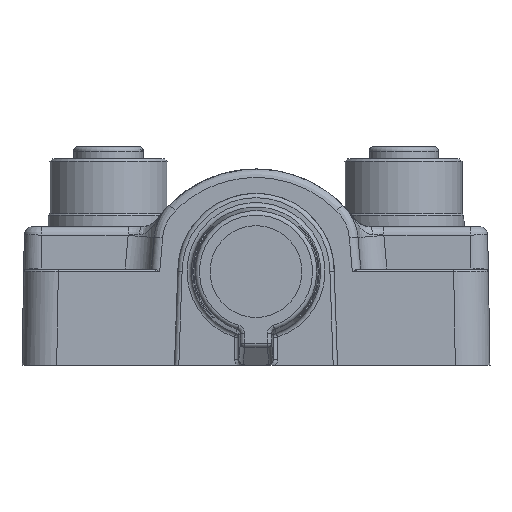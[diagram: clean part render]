
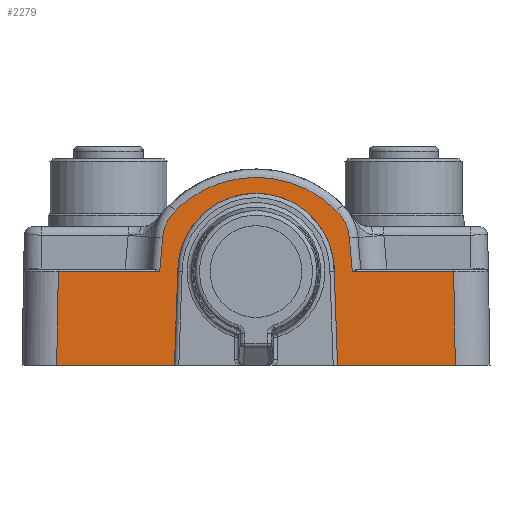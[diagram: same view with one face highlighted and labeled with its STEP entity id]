
A CAD part, left-side view. The second image highlights one B-rep face of the part: STEP entity #2279.
In plain terms, the highlighted planar face has unit normal (-1, 0, 0.018).
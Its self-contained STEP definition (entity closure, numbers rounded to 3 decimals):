
#1088=FACE_OUTER_BOUND('',#4486,.T.);
#2279=ADVANCED_FACE('2208-0-10',(#1088),#3631,.T.);
#3631=PLANE('',#21604);
#4486=EDGE_LOOP('',(#10587,#10588,#10589,#10590,#10591,#10592,#10593,#10594,
#10595,#10596,#10597,#10598,#10599,#10600));
#7089=B_SPLINE_CURVE_WITH_KNOTS('',3,(#30170,#30171,#30172,#30173,#30174),
 .UNSPECIFIED.,.F.,.F.,(4,1,4),(0.,0.5,1.),.UNSPECIFIED.);
#7090=B_SPLINE_CURVE_WITH_KNOTS('',3,(#30176,#30177,#30178,#30179,#30180,
#30181,#30182,#30183,#30184,#30185,#30186,#30187),.UNSPECIFIED.,.F.,.F.,
(4,2,2,2,2,4),(0.,0.166,0.276,0.511,
0.756,1.),.UNSPECIFIED.);
#7091=B_SPLINE_CURVE_WITH_KNOTS('',3,(#30189,#30190,#30191,#30192,#30193),
 .UNSPECIFIED.,.F.,.F.,(4,1,4),(0.,0.5,1.),.UNSPECIFIED.);
#7673=LINE('',#29285,#8961);
#7679=LINE('',#29329,#8967);
#7797=LINE('',#30159,#9085);
#7798=LINE('',#30163,#9086);
#7799=LINE('',#30164,#9087);
#7800=LINE('',#30166,#9088);
#7801=LINE('',#30168,#9089);
#7802=LINE('',#30195,#9090);
#7803=LINE('',#30197,#9091);
#7804=LINE('',#30199,#9092);
#8961=VECTOR('',#23639,1.);
#8967=VECTOR('',#23649,1.);
#9085=VECTOR('',#24011,1.);
#9086=VECTOR('',#24014,1.);
#9087=VECTOR('',#24015,1.);
#9088=VECTOR('',#24016,1.);
#9089=VECTOR('',#24017,1.);
#9090=VECTOR('',#24018,1.);
#9091=VECTOR('',#24019,1.);
#9092=VECTOR('',#24020,1.);
#10587=ORIENTED_EDGE('',*,*,#18352,.F.);
#10588=ORIENTED_EDGE('',*,*,#18633,.T.);
#10589=ORIENTED_EDGE('',*,*,#18634,.T.);
#10590=ORIENTED_EDGE('',*,*,#18635,.T.);
#10591=ORIENTED_EDGE('',*,*,#18342,.F.);
#10592=ORIENTED_EDGE('',*,*,#18636,.T.);
#10593=ORIENTED_EDGE('',*,*,#18637,.T.);
#10594=ORIENTED_EDGE('',*,*,#18638,.T.);
#10595=ORIENTED_EDGE('',*,*,#18639,.T.);
#10596=ORIENTED_EDGE('',*,*,#18640,.T.);
#10597=ORIENTED_EDGE('',*,*,#18641,.T.);
#10598=ORIENTED_EDGE('',*,*,#18642,.T.);
#10599=ORIENTED_EDGE('',*,*,#18643,.T.);
#10600=ORIENTED_EDGE('',*,*,#18644,.T.);
#16398=VERTEX_POINT('',#29284);
#16399=VERTEX_POINT('',#29286);
#16408=VERTEX_POINT('',#29328);
#16409=VERTEX_POINT('',#29330);
#16689=VERTEX_POINT('',#30160);
#16690=VERTEX_POINT('',#30162);
#16691=VERTEX_POINT('',#30165);
#16692=VERTEX_POINT('',#30167);
#16693=VERTEX_POINT('',#30169);
#16694=VERTEX_POINT('',#30175);
#16695=VERTEX_POINT('',#30188);
#16696=VERTEX_POINT('',#30194);
#16697=VERTEX_POINT('',#30196);
#16698=VERTEX_POINT('',#30198);
#18342=EDGE_CURVE('',#16398,#16399,#7673,.T.);
#18352=EDGE_CURVE('',#16408,#16409,#7679,.T.);
#18633=EDGE_CURVE('',#16408,#16689,#7797,.T.);
#18634=EDGE_CURVE('',#16689,#16690,#21457,.T.);
#18635=EDGE_CURVE('',#16690,#16399,#7798,.T.);
#18636=EDGE_CURVE('',#16398,#16691,#7799,.T.);
#18637=EDGE_CURVE('',#16691,#16692,#7800,.T.);
#18638=EDGE_CURVE('',#16692,#16693,#7801,.T.);
#18639=EDGE_CURVE('',#16693,#16694,#7089,.T.);
#18640=EDGE_CURVE('',#16694,#16695,#7090,.T.);
#18641=EDGE_CURVE('',#16695,#16696,#7091,.T.);
#18642=EDGE_CURVE('',#16696,#16697,#7802,.T.);
#18643=EDGE_CURVE('',#16697,#16698,#7803,.T.);
#18644=EDGE_CURVE('',#16698,#16409,#7804,.T.);
#21457=ELLIPSE('',#21603,9.024,9.023);
#21603=AXIS2_PLACEMENT_3D('',#30161,#24012,#24013);
#21604=AXIS2_PLACEMENT_3D('',#30200,#24021,#24022);
#23639=DIRECTION('',(0.,1.,0.));
#23649=DIRECTION('',(0.,1.,0.));
#24011=DIRECTION('',(0.017,-0.035,0.999));
#24012=DIRECTION('',(1.,0.,-0.017));
#24013=DIRECTION('',(-0.017,0.,-1.));
#24014=DIRECTION('',(-0.017,-0.035,-0.999));
#24015=DIRECTION('',(0.017,0.017,1.));
#24016=DIRECTION('',(0.,1.,0.));
#24017=DIRECTION('',(0.017,0.087,0.996));
#24018=DIRECTION('',(-0.017,0.087,-0.996));
#24019=DIRECTION('',(0.,1.,0.));
#24020=DIRECTION('',(-0.017,0.017,-1.));
#24021=DIRECTION('',(-1.,0.,0.017));
#24022=DIRECTION('',(0.,1.,0.));
#29284=CARTESIAN_POINT('',(-66.747,20.02,-16.));
#29285=CARTESIAN_POINT('',(-66.747,20.02,-16.));
#29286=CARTESIAN_POINT('',(-66.747,33.6,-16.));
#29328=CARTESIAN_POINT('',(-66.747,52.4,-16.));
#29329=CARTESIAN_POINT('',(-66.747,49.9,-16.));
#29330=CARTESIAN_POINT('',(-66.747,65.98,-16.));
#30159=CARTESIAN_POINT('',(-66.319,51.544,8.525));
#30160=CARTESIAN_POINT('',(-66.558,52.023,-5.2));
#30161=CARTESIAN_POINT('',(-66.558,43.,-5.2));
#30162=CARTESIAN_POINT('',(-66.558,33.977,-5.2));
#30163=CARTESIAN_POINT('',(-66.352,34.39,6.614));
#30164=CARTESIAN_POINT('',(-66.747,20.02,-16.));
#30165=CARTESIAN_POINT('',(-66.558,20.209,-5.197));
#30166=CARTESIAN_POINT('',(-66.558,20.209,-5.197));
#30167=CARTESIAN_POINT('',(-66.558,31.898,-5.197));
#30168=CARTESIAN_POINT('',(-66.558,31.898,-5.197));
#30169=CARTESIAN_POINT('',(-66.491,32.238,-1.307));
#30170=CARTESIAN_POINT('',(-66.491,32.238,-1.307));
#30171=CARTESIAN_POINT('',(-66.48,32.289,-0.729));
#30172=CARTESIAN_POINT('',(-66.461,32.593,0.41));
#30173=CARTESIAN_POINT('',(-66.444,33.269,1.377));
#30174=CARTESIAN_POINT('',(-66.437,33.679,1.788));
#30175=CARTESIAN_POINT('',(-66.437,33.679,1.788));
#30176=CARTESIAN_POINT('',(-66.437,33.679,1.788));
#30177=CARTESIAN_POINT('',(-66.422,34.486,2.597));
#30178=CARTESIAN_POINT('',(-66.41,35.4,3.301));
#30179=CARTESIAN_POINT('',(-66.393,37.047,4.257));
#30180=CARTESIAN_POINT('',(-66.388,37.739,4.583));
#30181=CARTESIAN_POINT('',(-66.373,39.979,5.407));
#30182=CARTESIAN_POINT('',(-66.369,41.61,5.682));
#30183=CARTESIAN_POINT('',(-66.37,44.921,5.623));
#30184=CARTESIAN_POINT('',(-66.376,46.601,5.265));
#30185=CARTESIAN_POINT('',(-66.399,49.706,3.945));
#30186=CARTESIAN_POINT('',(-66.416,51.13,2.982));
#30187=CARTESIAN_POINT('',(-66.437,52.321,1.788));
#30188=CARTESIAN_POINT('',(-66.437,52.321,1.788));
#30189=CARTESIAN_POINT('',(-66.437,52.321,1.788));
#30190=CARTESIAN_POINT('',(-66.444,52.731,1.377));
#30191=CARTESIAN_POINT('',(-66.461,53.407,0.41));
#30192=CARTESIAN_POINT('',(-66.48,53.711,-0.729));
#30193=CARTESIAN_POINT('',(-66.491,53.762,-1.307));
#30194=CARTESIAN_POINT('',(-66.491,53.762,-1.307));
#30195=CARTESIAN_POINT('',(-66.491,53.762,-1.307));
#30196=CARTESIAN_POINT('',(-66.558,54.102,-5.197));
#30197=CARTESIAN_POINT('',(-66.558,54.102,-5.197));
#30198=CARTESIAN_POINT('',(-66.558,65.791,-5.197));
#30199=CARTESIAN_POINT('',(-66.558,65.791,-5.197));
#30200=CARTESIAN_POINT('',(-66.341,15.605,7.27));
